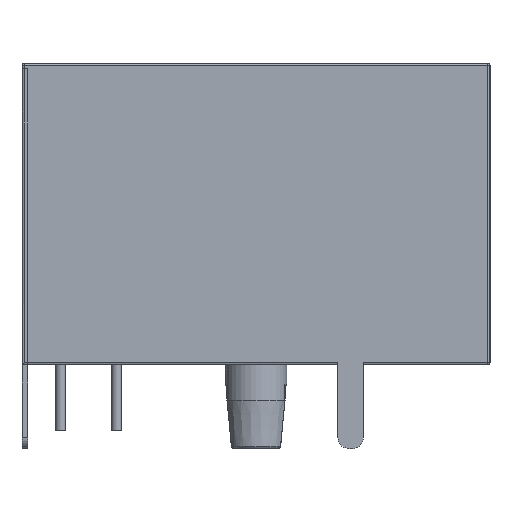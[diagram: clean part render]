
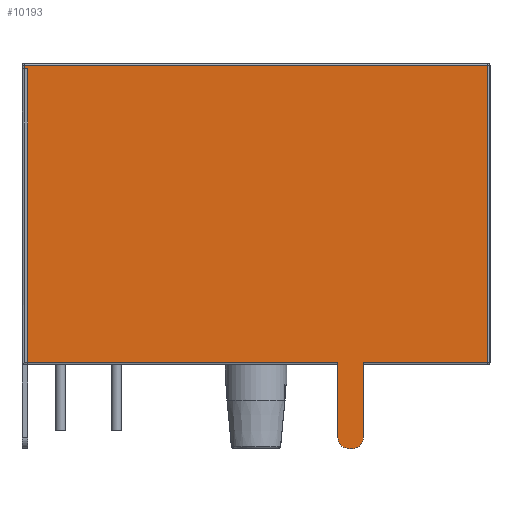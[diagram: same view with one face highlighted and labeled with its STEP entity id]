
A CAD part, left-side view. The second image highlights one B-rep face of the part: STEP entity #10193.
In plain terms, the highlighted planar face has unit normal (-1, 0, 0).
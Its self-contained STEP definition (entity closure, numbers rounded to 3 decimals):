
#385=PLANE('',#11289);
#1143=LINE('',#20803,#1939);
#1189=LINE('',#20902,#1985);
#1190=LINE('',#20905,#1986);
#1191=LINE('',#20909,#1987);
#1192=LINE('',#20913,#1988);
#1193=LINE('',#20915,#1989);
#1194=LINE('',#20917,#1990);
#1195=LINE('',#20919,#1991);
#1196=LINE('',#20921,#1992);
#1197=LINE('',#20922,#1993);
#1939=VECTOR('',#13570,10.);
#1985=VECTOR('',#13654,10.);
#1986=VECTOR('',#13657,10.);
#1987=VECTOR('',#13660,10.);
#1988=VECTOR('',#13663,10.);
#1989=VECTOR('',#13664,10.);
#1990=VECTOR('',#13665,10.);
#1991=VECTOR('',#13666,10.);
#1992=VECTOR('',#13667,10.);
#1993=VECTOR('',#13668,10.);
#2973=FACE_OUTER_BOUND('',#3675,.T.);
#3675=EDGE_LOOP('',(#8331,#8332,#8333,#8334,#8335,#8336,#8337,#8338,#8339,
#8340,#8341,#8342));
#4279=CIRCLE('',#11290,0.5);
#4280=CIRCLE('',#11291,0.5);
#5012=VERTEX_POINT('',#20800);
#5013=VERTEX_POINT('',#20802);
#5047=VERTEX_POINT('',#20900);
#5048=VERTEX_POINT('',#20904);
#5049=VERTEX_POINT('',#20906);
#5050=VERTEX_POINT('',#20908);
#5051=VERTEX_POINT('',#20910);
#5052=VERTEX_POINT('',#20912);
#5053=VERTEX_POINT('',#20914);
#5054=VERTEX_POINT('',#20916);
#5055=VERTEX_POINT('',#20918);
#5056=VERTEX_POINT('',#20920);
#6166=EDGE_CURVE('',#5012,#5013,#1143,.T.);
#6217=EDGE_CURVE('',#5047,#5012,#1189,.T.);
#6218=EDGE_CURVE('',#5047,#5048,#1190,.T.);
#6219=EDGE_CURVE('',#5048,#5049,#4279,.T.);
#6220=EDGE_CURVE('',#5049,#5050,#1191,.T.);
#6221=EDGE_CURVE('',#5050,#5051,#4280,.T.);
#6222=EDGE_CURVE('',#5052,#5051,#1192,.T.);
#6223=EDGE_CURVE('',#5053,#5052,#1193,.T.);
#6224=EDGE_CURVE('',#5054,#5053,#1194,.T.);
#6225=EDGE_CURVE('',#5055,#5054,#1195,.T.);
#6226=EDGE_CURVE('',#5056,#5055,#1196,.T.);
#6227=EDGE_CURVE('',#5013,#5056,#1197,.T.);
#8331=ORIENTED_EDGE('',*,*,#6217,.F.);
#8332=ORIENTED_EDGE('',*,*,#6218,.T.);
#8333=ORIENTED_EDGE('',*,*,#6219,.T.);
#8334=ORIENTED_EDGE('',*,*,#6220,.T.);
#8335=ORIENTED_EDGE('',*,*,#6221,.T.);
#8336=ORIENTED_EDGE('',*,*,#6222,.F.);
#8337=ORIENTED_EDGE('',*,*,#6223,.F.);
#8338=ORIENTED_EDGE('',*,*,#6224,.F.);
#8339=ORIENTED_EDGE('',*,*,#6225,.F.);
#8340=ORIENTED_EDGE('',*,*,#6226,.F.);
#8341=ORIENTED_EDGE('',*,*,#6227,.F.);
#8342=ORIENTED_EDGE('',*,*,#6166,.F.);
#10193=ADVANCED_FACE('',(#2973),#385,.F.);
#11289=AXIS2_PLACEMENT_3D('',#20903,#13655,#13656);
#11290=AXIS2_PLACEMENT_3D('',#20907,#13658,#13659);
#11291=AXIS2_PLACEMENT_3D('',#20911,#13661,#13662);
#13570=DIRECTION('',(0.,0.,1.));
#13654=DIRECTION('',(0.,1.,0.));
#13655=DIRECTION('center_axis',(1.,0.,0.));
#13656=DIRECTION('ref_axis',(0.,0.,-1.));
#13657=DIRECTION('',(0.,0.,-1.));
#13658=DIRECTION('center_axis',(-1.,0.,0.));
#13659=DIRECTION('ref_axis',(0.,0.707,-0.707));
#13660=DIRECTION('',(0.,-1.,0.));
#13661=DIRECTION('center_axis',(-1.,0.,0.));
#13662=DIRECTION('ref_axis',(0.,-0.707,-0.707));
#13663=DIRECTION('',(0.,0.,-1.));
#13664=DIRECTION('',(0.,1.,0.));
#13665=DIRECTION('',(0.,0.,-1.));
#13666=DIRECTION('',(0.,-1.,0.));
#13667=DIRECTION('',(0.,0.,1.));
#13668=DIRECTION('',(0.,1.,0.));
#20800=CARTESIAN_POINT('',(-29.53,10.385,0.1));
#20802=CARTESIAN_POINT('',(-29.53,10.385,13.45));
#20803=CARTESIAN_POINT('',(-29.53,10.385,3.363));
#20900=CARTESIAN_POINT('',(-29.53,-3.725,0.1));
#20902=CARTESIAN_POINT('',(-29.53,-5.193,0.1));
#20903=CARTESIAN_POINT('Origin',(-29.53,0.,6.725));
#20904=CARTESIAN_POINT('',(-29.53,-3.725,-3.31));
#20905=CARTESIAN_POINT('',(-29.53,-3.725,0.));
#20906=CARTESIAN_POINT('',(-29.53,-4.225,-3.81));
#20907=CARTESIAN_POINT('Origin',(-29.53,-4.225,-3.31));
#20908=CARTESIAN_POINT('',(-29.53,-4.375,-3.81));
#20909=CARTESIAN_POINT('',(-29.53,10.385,-3.81));
#20910=CARTESIAN_POINT('',(-29.53,-4.875,-3.31));
#20911=CARTESIAN_POINT('Origin',(-29.53,-4.375,-3.31));
#20912=CARTESIAN_POINT('',(-29.53,-4.875,0.1));
#20913=CARTESIAN_POINT('',(-29.53,-4.875,0.));
#20914=CARTESIAN_POINT('',(-29.53,-10.535,0.1));
#20915=CARTESIAN_POINT('',(-29.53,-5.193,0.1));
#20916=CARTESIAN_POINT('',(-29.53,-10.535,13.6));
#20917=CARTESIAN_POINT('',(-29.53,-10.535,6.725));
#20918=CARTESIAN_POINT('',(-29.53,10.535,13.6));
#20919=CARTESIAN_POINT('',(-29.53,0.,13.6));
#20920=CARTESIAN_POINT('',(-29.53,10.535,13.45));
#20921=CARTESIAN_POINT('',(-29.53,10.535,6.725));
#20922=CARTESIAN_POINT('',(-29.53,5.193,13.45));
